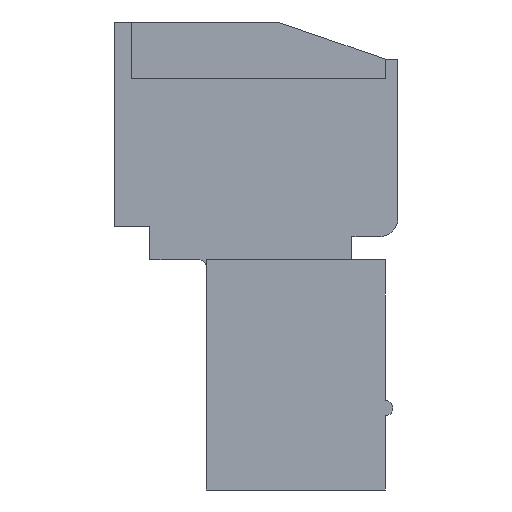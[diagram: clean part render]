
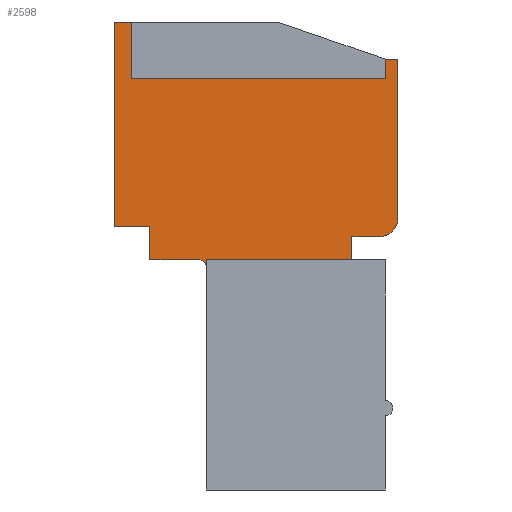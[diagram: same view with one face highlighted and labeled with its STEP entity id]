
A CAD part, left-side view. The second image highlights one B-rep face of the part: STEP entity #2598.
In plain terms, the highlighted planar face has unit normal (-1, 0, 0).
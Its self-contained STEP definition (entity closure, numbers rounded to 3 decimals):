
#2598 = ADVANCED_FACE( '', ( #5212 ), #5213, .T. );
#5212 = FACE_OUTER_BOUND( '', #7821, .T. );
#5213 = PLANE( '', #7822 );
#7821 = EDGE_LOOP( '', ( #15045, #15046, #15047, #15048, #15049, #15050, #15051, #15052, #15053, #15054, #15055, #15056, #15057, #15058, #15059, #15060 ) );
#7822 = AXIS2_PLACEMENT_3D( '', #15061, #15062, #15063 );
#15045 = ORIENTED_EDGE( '', *, *, #17148, .F. );
#15046 = ORIENTED_EDGE( '', *, *, #18343, .F. );
#15047 = ORIENTED_EDGE( '', *, *, #17597, .T. );
#15048 = ORIENTED_EDGE( '', *, *, #15835, .T. );
#15049 = ORIENTED_EDGE( '', *, *, #16401, .T. );
#15050 = ORIENTED_EDGE( '', *, *, #17038, .T. );
#15051 = ORIENTED_EDGE( '', *, *, #18321, .T. );
#15052 = ORIENTED_EDGE( '', *, *, #18456, .T. );
#15053 = ORIENTED_EDGE( '', *, *, #18551, .T. );
#15054 = ORIENTED_EDGE( '', *, *, #18545, .T. );
#15055 = ORIENTED_EDGE( '', *, *, #15952, .T. );
#15056 = ORIENTED_EDGE( '', *, *, #16965, .T. );
#15057 = ORIENTED_EDGE( '', *, *, #18485, .T. );
#15058 = ORIENTED_EDGE( '', *, *, #17155, .F. );
#15059 = ORIENTED_EDGE( '', *, *, #18147, .T. );
#15060 = ORIENTED_EDGE( '', *, *, #16565, .T. );
#15061 = CARTESIAN_POINT( '', ( -13.335, 0., 0. ) );
#15062 = DIRECTION( '', ( -1., 0., 0. ) );
#15063 = DIRECTION( '', ( 0., 0., 1. ) );
#15835 = EDGE_CURVE( '', #18946, #18947, #18948, .T. );
#15952 = EDGE_CURVE( '', #19160, #19158, #19161, .T. );
#16401 = EDGE_CURVE( '', #18947, #19951, #19952, .T. );
#16565 = EDGE_CURVE( '', #20223, #20221, #20224, .T. );
#16965 = EDGE_CURVE( '', #19158, #20876, #20878, .T. );
#17038 = EDGE_CURVE( '', #19951, #20988, #20989, .T. );
#17148 = EDGE_CURVE( '', #21167, #20221, #21169, .T. );
#17155 = EDGE_CURVE( '', #21177, #21179, #21180, .F. );
#17597 = EDGE_CURVE( '', #21835, #18946, #21836, .T. );
#18147 = EDGE_CURVE( '', #21177, #20223, #22577, .T. );
#18321 = EDGE_CURVE( '', #20988, #22786, #22787, .T. );
#18343 = EDGE_CURVE( '', #21835, #21167, #22812, .T. );
#18456 = EDGE_CURVE( '', #22786, #22939, #22940, .T. );
#18485 = EDGE_CURVE( '', #20876, #21179, #22972, .T. );
#18545 = EDGE_CURVE( '', #23038, #19160, #23039, .T. );
#18551 = EDGE_CURVE( '', #22939, #23038, #23045, .F. );
#18946 = VERTEX_POINT( '', #23522 );
#18947 = VERTEX_POINT( '', #23523 );
#18948 = LINE( '', #23524, #23525 );
#19158 = VERTEX_POINT( '', #23819 );
#19160 = VERTEX_POINT( '', #23822 );
#19161 = LINE( '', #23823, #23824 );
#19951 = VERTEX_POINT( '', #24954 );
#19952 = LINE( '', #24955, #24956 );
#20221 = VERTEX_POINT( '', #25350 );
#20223 = VERTEX_POINT( '', #25353 );
#20224 = LINE( '', #25354, #25355 );
#20876 = VERTEX_POINT( '', #26303 );
#20878 = LINE( '', #26306, #26307 );
#20988 = VERTEX_POINT( '', #26466 );
#20989 = LINE( '', #26467, #26468 );
#21167 = VERTEX_POINT( '', #26738 );
#21169 = LINE( '', #26741, #26742 );
#21177 = VERTEX_POINT( '', #26753 );
#21179 = VERTEX_POINT( '', #26756 );
#21180 = CIRCLE( '', #26757, 0.75 );
#21835 = VERTEX_POINT( '', #27732 );
#21836 = LINE( '', #27733, #27734 );
#22577 = LINE( '', #28851, #28852 );
#22786 = VERTEX_POINT( '', #29174 );
#22787 = LINE( '', #29175, #29176 );
#22812 = LINE( '', #29211, #29212 );
#22939 = VERTEX_POINT( '', #29392 );
#22940 = LINE( '', #29393, #29394 );
#22972 = LINE( '', #29439, #29440 );
#23038 = VERTEX_POINT( '', #29529 );
#23039 = LINE( '', #29530, #29531 );
#23045 = CIRCLE( '', #29540, 0.3 );
#23522 = CARTESIAN_POINT( '', ( -13.335, 5.8, 8. ) );
#23523 = CARTESIAN_POINT( '', ( -13.335, 6.5, 8. ) );
#23524 = CARTESIAN_POINT( '', ( -13.335, -4.6, 8. ) );
#23525 = VECTOR( '', #29923, 1000. );
#23819 = CARTESIAN_POINT( '', ( -13.335, -2.8, -1.3 ) );
#23822 = CARTESIAN_POINT( '', ( -13.335, 2.9, -1.3 ) );
#23823 = CARTESIAN_POINT( '', ( -13.335, 2.9, -1.3 ) );
#23824 = VECTOR( '', #30048, 1000. );
#24954 = CARTESIAN_POINT( '', ( -13.335, 6.5, 0. ) );
#24955 = CARTESIAN_POINT( '', ( -13.335, 6.5, 8. ) );
#24956 = VECTOR( '', #30491, 1000. );
#25350 = CARTESIAN_POINT( '', ( -13.335, -4.1, 6.55 ) );
#25353 = CARTESIAN_POINT( '', ( -13.335, -4.6, 6.55 ) );
#25354 = CARTESIAN_POINT( '', ( -13.335, -4.6, 6.55 ) );
#25355 = VECTOR( '', #30633, 1000. );
#26303 = CARTESIAN_POINT( '', ( -13.335, -2.8, -0.4 ) );
#26306 = CARTESIAN_POINT( '', ( -13.335, -2.8, -0.4 ) );
#26307 = VECTOR( '', #31003, 1000. );
#26466 = CARTESIAN_POINT( '', ( -13.335, 5.1, 0. ) );
#26467 = CARTESIAN_POINT( '', ( -13.335, 5.1, 0. ) );
#26468 = VECTOR( '', #31077, 1000. );
#26738 = CARTESIAN_POINT( '', ( -13.335, -4.1, 5.8 ) );
#26741 = CARTESIAN_POINT( '', ( -13.335, -4.1, 5.8 ) );
#26742 = VECTOR( '', #31174, 1000. );
#26753 = CARTESIAN_POINT( '', ( -13.335, -4.6, 0.35 ) );
#26756 = CARTESIAN_POINT( '', ( -13.335, -3.85, -0.4 ) );
#26757 = AXIS2_PLACEMENT_3D( '', #31179, #31180, #31181 );
#27732 = CARTESIAN_POINT( '', ( -13.335, 5.8, 5.8 ) );
#27733 = CARTESIAN_POINT( '', ( -13.335, 5.8, 5.8 ) );
#27734 = VECTOR( '', #31568, 1000. );
#28851 = CARTESIAN_POINT( '', ( -13.335, -4.6, -1.3 ) );
#28852 = VECTOR( '', #32055, 1000. );
#29174 = CARTESIAN_POINT( '', ( -13.335, 5.1, -1.3 ) );
#29175 = CARTESIAN_POINT( '', ( -13.335, 5.1, -1.3 ) );
#29176 = VECTOR( '', #32168, 1000. );
#29211 = CARTESIAN_POINT( '', ( -13.335, 5.8, 5.8 ) );
#29212 = VECTOR( '', #32185, 1000. );
#29392 = CARTESIAN_POINT( '', ( -13.335, 3.2, -1.3 ) );
#29393 = CARTESIAN_POINT( '', ( -13.335, 2.9, -1.3 ) );
#29394 = VECTOR( '', #32257, 1000. );
#29439 = CARTESIAN_POINT( '', ( -13.335, -4.6, -0.4 ) );
#29440 = VECTOR( '', #32271, 1000. );
#29529 = CARTESIAN_POINT( '', ( -13.335, 2.9, -1.6 ) );
#29530 = CARTESIAN_POINT( '', ( -13.335, 2.9, -1.6 ) );
#29531 = VECTOR( '', #32313, 1000. );
#29540 = AXIS2_PLACEMENT_3D( '', #32317, #32318, #32319 );
#29923 = DIRECTION( '', ( 0., 1., 0. ) );
#30048 = DIRECTION( '', ( 0., -1., 0. ) );
#30491 = DIRECTION( '', ( 0., 0., -1. ) );
#30633 = DIRECTION( '', ( 0., 1., 0. ) );
#31003 = DIRECTION( '', ( 0., 0., 1. ) );
#31077 = DIRECTION( '', ( 0., -1., 0. ) );
#31174 = DIRECTION( '', ( 0., 0., 1. ) );
#31179 = CARTESIAN_POINT( '', ( -13.335, -3.85, 0.35 ) );
#31180 = DIRECTION( '', ( -1., 0., 0. ) );
#31181 = DIRECTION( '', ( 0., 0., 1. ) );
#31568 = DIRECTION( '', ( 0., 0., 1. ) );
#32055 = DIRECTION( '', ( 0., 0., 1. ) );
#32168 = DIRECTION( '', ( 0., 0., -1. ) );
#32185 = DIRECTION( '', ( 0., -1., 0. ) );
#32257 = DIRECTION( '', ( 0., -1., 0. ) );
#32271 = DIRECTION( '', ( 0., -1., 0. ) );
#32313 = DIRECTION( '', ( 0., 0., 1. ) );
#32317 = CARTESIAN_POINT( '', ( -13.335, 3.2, -1.6 ) );
#32318 = DIRECTION( '', ( -1., 0., 0. ) );
#32319 = DIRECTION( '', ( 0., 0., 1. ) );
